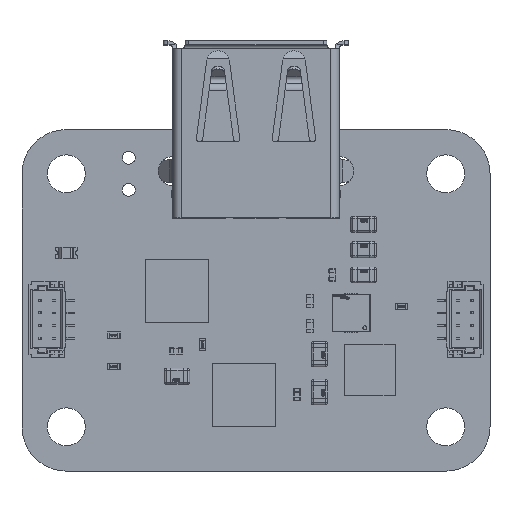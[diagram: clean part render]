
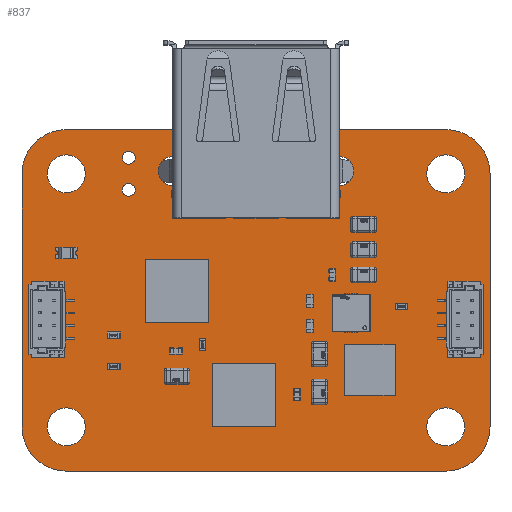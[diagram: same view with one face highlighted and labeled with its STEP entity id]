
A CAD part, top view. The second image highlights one B-rep face of the part: STEP entity #837.
In plain terms, the highlighted planar face has unit normal (0, 0, 1).
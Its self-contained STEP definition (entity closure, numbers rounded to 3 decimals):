
#140 = VERTEX_POINT('',#141);
#141 = CARTESIAN_POINT('',(0.,3.5,0.197));
#147 = EDGE_CURVE('',#140,#148,#150,.T.);
#148 = VERTEX_POINT('',#149);
#149 = CARTESIAN_POINT('',(0.,23.5,0.197));
#150 = LINE('',#151,#152);
#151 = CARTESIAN_POINT('',(0.,3.5,0.197));
#152 = VECTOR('',#153,1.);
#153 = DIRECTION('',(0.,1.,0.));
#178 = EDGE_CURVE('',#148,#179,#181,.T.);
#179 = VERTEX_POINT('',#180);
#180 = CARTESIAN_POINT('',(3.5,27.,0.197));
#181 = CIRCLE('',#182,3.5);
#182 = AXIS2_PLACEMENT_3D('',#183,#184,#185);
#183 = CARTESIAN_POINT('',(3.5,23.5,0.197));
#184 = DIRECTION('',(0.,0.,-1.));
#185 = DIRECTION('',(-1.,0.,-0.));
#211 = EDGE_CURVE('',#179,#212,#214,.T.);
#212 = VERTEX_POINT('',#213);
#213 = CARTESIAN_POINT('',(33.5,27.,0.197));
#214 = LINE('',#215,#216);
#215 = CARTESIAN_POINT('',(3.5,27.,0.197));
#216 = VECTOR('',#217,1.);
#217 = DIRECTION('',(1.,0.,0.));
#242 = EDGE_CURVE('',#212,#243,#245,.T.);
#243 = VERTEX_POINT('',#244);
#244 = CARTESIAN_POINT('',(37.,23.5,0.197));
#245 = CIRCLE('',#246,3.5);
#246 = AXIS2_PLACEMENT_3D('',#247,#248,#249);
#247 = CARTESIAN_POINT('',(33.5,23.5,0.197));
#248 = DIRECTION('',(0.,0.,-1.));
#249 = DIRECTION('',(0.,1.,0.));
#275 = EDGE_CURVE('',#243,#276,#278,.T.);
#276 = VERTEX_POINT('',#277);
#277 = CARTESIAN_POINT('',(37.,3.5,0.197));
#278 = LINE('',#279,#280);
#279 = CARTESIAN_POINT('',(37.,23.5,0.197));
#280 = VECTOR('',#281,1.);
#281 = DIRECTION('',(0.,-1.,0.));
#306 = EDGE_CURVE('',#276,#307,#309,.T.);
#307 = VERTEX_POINT('',#308);
#308 = CARTESIAN_POINT('',(33.5,0.,0.197));
#309 = CIRCLE('',#310,3.5);
#310 = AXIS2_PLACEMENT_3D('',#311,#312,#313);
#311 = CARTESIAN_POINT('',(33.5,3.5,0.197));
#312 = DIRECTION('',(0.,0.,-1.));
#313 = DIRECTION('',(1.,0.,0.));
#339 = EDGE_CURVE('',#307,#340,#342,.T.);
#340 = VERTEX_POINT('',#341);
#341 = CARTESIAN_POINT('',(3.5,0.,0.197));
#342 = LINE('',#343,#344);
#343 = CARTESIAN_POINT('',(33.5,0.,0.197));
#344 = VECTOR('',#345,1.);
#345 = DIRECTION('',(-1.,0.,0.));
#370 = EDGE_CURVE('',#340,#140,#371,.T.);
#371 = CIRCLE('',#372,3.5);
#372 = AXIS2_PLACEMENT_3D('',#373,#374,#375);
#373 = CARTESIAN_POINT('',(3.5,3.5,0.197));
#374 = DIRECTION('',(0.,0.,-1.));
#375 = DIRECTION('',(0.,-1.,0.));
#396 = VERTEX_POINT('',#397);
#397 = CARTESIAN_POINT('',(5.,3.5,0.197));
#403 = EDGE_CURVE('',#396,#396,#404,.T.);
#404 = CIRCLE('',#405,1.5);
#405 = AXIS2_PLACEMENT_3D('',#406,#407,#408);
#406 = CARTESIAN_POINT('',(3.5,3.5,0.197));
#407 = DIRECTION('',(0.,0.,1.));
#408 = DIRECTION('',(1.,0.,-0.));
#429 = VERTEX_POINT('',#430);
#430 = CARTESIAN_POINT('',(15.5,21.01,0.197));
#436 = EDGE_CURVE('',#429,#429,#437,.T.);
#437 = CIRCLE('',#438,0.5);
#438 = AXIS2_PLACEMENT_3D('',#439,#440,#441);
#439 = CARTESIAN_POINT('',(15.,21.01,0.197));
#440 = DIRECTION('',(0.,0.,1.));
#441 = DIRECTION('',(1.,0.,-0.));
#462 = VERTEX_POINT('',#463);
#463 = CARTESIAN_POINT('',(8.948,22.23,0.197));
#469 = EDGE_CURVE('',#462,#462,#470,.T.);
#470 = CIRCLE('',#471,0.508);
#471 = AXIS2_PLACEMENT_3D('',#472,#473,#474);
#472 = CARTESIAN_POINT('',(8.44,22.23,0.197));
#473 = DIRECTION('',(0.,0.,1.));
#474 = DIRECTION('',(1.,0.,-0.));
#495 = VERTEX_POINT('',#496);
#496 = CARTESIAN_POINT('',(5.,23.5,0.197));
#502 = EDGE_CURVE('',#495,#495,#503,.T.);
#503 = CIRCLE('',#504,1.5);
#504 = AXIS2_PLACEMENT_3D('',#505,#506,#507);
#505 = CARTESIAN_POINT('',(3.5,23.5,0.197));
#506 = DIRECTION('',(0.,0.,1.));
#507 = DIRECTION('',(1.,0.,-0.));
#528 = VERTEX_POINT('',#529);
#529 = CARTESIAN_POINT('',(13.08,23.72,0.197));
#535 = EDGE_CURVE('',#528,#528,#536,.T.);
#536 = CIRCLE('',#537,1.15);
#537 = AXIS2_PLACEMENT_3D('',#538,#539,#540);
#538 = CARTESIAN_POINT('',(11.93,23.72,0.197));
#539 = DIRECTION('',(0.,0.,1.));
#540 = DIRECTION('',(1.,0.,-0.));
#561 = VERTEX_POINT('',#562);
#562 = CARTESIAN_POINT('',(8.948,24.77,0.197));
#568 = EDGE_CURVE('',#561,#561,#569,.T.);
#569 = CIRCLE('',#570,0.508);
#570 = AXIS2_PLACEMENT_3D('',#571,#572,#573);
#571 = CARTESIAN_POINT('',(8.44,24.77,0.197));
#572 = DIRECTION('',(0.,0.,1.));
#573 = DIRECTION('',(1.,0.,-0.));
#594 = VERTEX_POINT('',#595);
#595 = CARTESIAN_POINT('',(20.,21.01,0.197));
#601 = EDGE_CURVE('',#594,#594,#602,.T.);
#602 = CIRCLE('',#603,0.5);
#603 = AXIS2_PLACEMENT_3D('',#604,#605,#606);
#604 = CARTESIAN_POINT('',(19.5,21.01,0.197));
#605 = DIRECTION('',(0.,0.,1.));
#606 = DIRECTION('',(1.,0.,-0.));
#627 = VERTEX_POINT('',#628);
#628 = CARTESIAN_POINT('',(35.,3.5,0.197));
#634 = EDGE_CURVE('',#627,#627,#635,.T.);
#635 = CIRCLE('',#636,1.5);
#636 = AXIS2_PLACEMENT_3D('',#637,#638,#639);
#637 = CARTESIAN_POINT('',(33.5,3.5,0.197));
#638 = DIRECTION('',(0.,0.,1.));
#639 = DIRECTION('',(1.,0.,-0.));
#660 = VERTEX_POINT('',#661);
#661 = CARTESIAN_POINT('',(22.5,21.01,0.197));
#667 = EDGE_CURVE('',#660,#660,#668,.T.);
#668 = CIRCLE('',#669,0.5);
#669 = AXIS2_PLACEMENT_3D('',#670,#671,#672);
#670 = CARTESIAN_POINT('',(22.,21.01,0.197));
#671 = DIRECTION('',(0.,0.,1.));
#672 = DIRECTION('',(1.,0.,-0.));
#693 = VERTEX_POINT('',#694);
#694 = CARTESIAN_POINT('',(18.,21.01,0.197));
#700 = EDGE_CURVE('',#693,#693,#701,.T.);
#701 = CIRCLE('',#702,0.5);
#702 = AXIS2_PLACEMENT_3D('',#703,#704,#705);
#703 = CARTESIAN_POINT('',(17.5,21.01,0.197));
#704 = DIRECTION('',(0.,0.,1.));
#705 = DIRECTION('',(1.,0.,-0.));
#726 = VERTEX_POINT('',#727);
#727 = CARTESIAN_POINT('',(26.22,23.72,0.197));
#733 = EDGE_CURVE('',#726,#726,#734,.T.);
#734 = CIRCLE('',#735,1.15);
#735 = AXIS2_PLACEMENT_3D('',#736,#737,#738);
#736 = CARTESIAN_POINT('',(25.07,23.72,0.197));
#737 = DIRECTION('',(0.,0.,1.));
#738 = DIRECTION('',(1.,0.,-0.));
#759 = VERTEX_POINT('',#760);
#760 = CARTESIAN_POINT('',(35.,23.5,0.197));
#766 = EDGE_CURVE('',#759,#759,#767,.T.);
#767 = CIRCLE('',#768,1.5);
#768 = AXIS2_PLACEMENT_3D('',#769,#770,#771);
#769 = CARTESIAN_POINT('',(33.5,23.5,0.197));
#770 = DIRECTION('',(0.,0.,1.));
#771 = DIRECTION('',(1.,0.,-0.));
#837 = ADVANCED_FACE('',(#838,#848,#851,#854,#857,#860,#863,#866,#869,
    #872,#875,#878,#881),#884,.F.);
#838 = FACE_BOUND('',#839,.F.);
#839 = EDGE_LOOP('',(#840,#841,#842,#843,#844,#845,#846,#847));
#840 = ORIENTED_EDGE('',*,*,#147,.T.);
#841 = ORIENTED_EDGE('',*,*,#178,.T.);
#842 = ORIENTED_EDGE('',*,*,#211,.T.);
#843 = ORIENTED_EDGE('',*,*,#242,.T.);
#844 = ORIENTED_EDGE('',*,*,#275,.T.);
#845 = ORIENTED_EDGE('',*,*,#306,.T.);
#846 = ORIENTED_EDGE('',*,*,#339,.T.);
#847 = ORIENTED_EDGE('',*,*,#370,.T.);
#848 = FACE_BOUND('',#849,.F.);
#849 = EDGE_LOOP('',(#850));
#850 = ORIENTED_EDGE('',*,*,#403,.T.);
#851 = FACE_BOUND('',#852,.F.);
#852 = EDGE_LOOP('',(#853));
#853 = ORIENTED_EDGE('',*,*,#436,.T.);
#854 = FACE_BOUND('',#855,.F.);
#855 = EDGE_LOOP('',(#856));
#856 = ORIENTED_EDGE('',*,*,#469,.T.);
#857 = FACE_BOUND('',#858,.F.);
#858 = EDGE_LOOP('',(#859));
#859 = ORIENTED_EDGE('',*,*,#502,.T.);
#860 = FACE_BOUND('',#861,.F.);
#861 = EDGE_LOOP('',(#862));
#862 = ORIENTED_EDGE('',*,*,#535,.T.);
#863 = FACE_BOUND('',#864,.F.);
#864 = EDGE_LOOP('',(#865));
#865 = ORIENTED_EDGE('',*,*,#568,.T.);
#866 = FACE_BOUND('',#867,.F.);
#867 = EDGE_LOOP('',(#868));
#868 = ORIENTED_EDGE('',*,*,#601,.T.);
#869 = FACE_BOUND('',#870,.F.);
#870 = EDGE_LOOP('',(#871));
#871 = ORIENTED_EDGE('',*,*,#634,.T.);
#872 = FACE_BOUND('',#873,.F.);
#873 = EDGE_LOOP('',(#874));
#874 = ORIENTED_EDGE('',*,*,#667,.T.);
#875 = FACE_BOUND('',#876,.F.);
#876 = EDGE_LOOP('',(#877));
#877 = ORIENTED_EDGE('',*,*,#700,.T.);
#878 = FACE_BOUND('',#879,.F.);
#879 = EDGE_LOOP('',(#880));
#880 = ORIENTED_EDGE('',*,*,#733,.T.);
#881 = FACE_BOUND('',#882,.F.);
#882 = EDGE_LOOP('',(#883));
#883 = ORIENTED_EDGE('',*,*,#766,.T.);
#884 = PLANE('',#885);
#885 = AXIS2_PLACEMENT_3D('',#886,#887,#888);
#886 = CARTESIAN_POINT('',(18.5,13.5,0.197));
#887 = DIRECTION('',(-0.,-0.,-1.));
#888 = DIRECTION('',(-1.,0.,0.));
